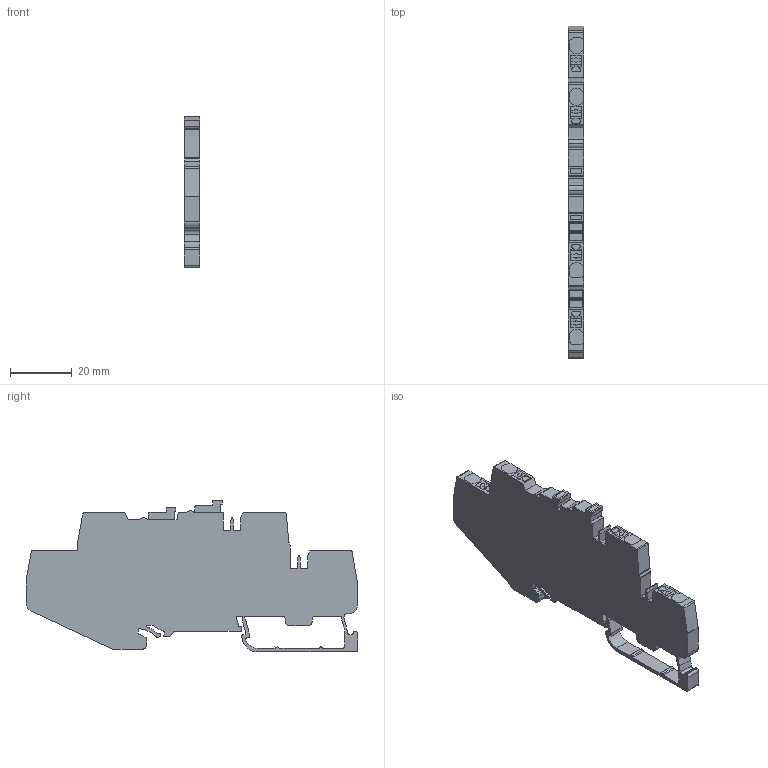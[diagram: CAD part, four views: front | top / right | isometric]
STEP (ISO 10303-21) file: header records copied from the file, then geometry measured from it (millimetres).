
FILE_DESCRIPTION (( 'STEP AP214' ), '1' );
FILE_NAME ('CPDLK2.5-v4.STEP', '2024-11-14T09:16:26', ( '' ), ( '' ), 'SwSTEP 2.0', 'SolidWorks 2022', '' );
FILE_SCHEMA (( 'AUTOMOTIVE_DESIGN' ));
Length unit declared in the file: millimetre
Products named in the file (1): CPDLK2.5-v4
Bounding box: 5 x 107.25 x 49.1 mm (x, y, z)
Volume: 17537.7 mm3; surface area: 9468.7 mm2
Topology: 1 solids, 1 shells, 369 faces, 1071 edges, 714 vertices
Faces by surface type: plane 237, cylinder 124, bspline 8
Entity records: 12919 total; most frequent: CARTESIAN_POINT 2323, ORIENTED_EDGE 2142, DIRECTION 2027, EDGE_CURVE 1071, LINE 807, VECTOR 807, VERTEX_POINT 714, AXIS2_PLACEMENT_3D 610
